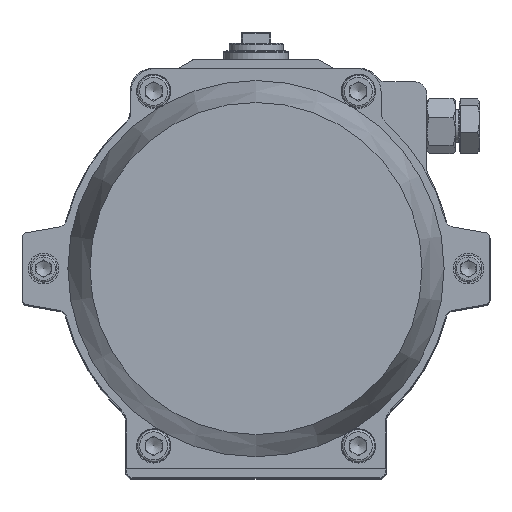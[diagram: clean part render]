
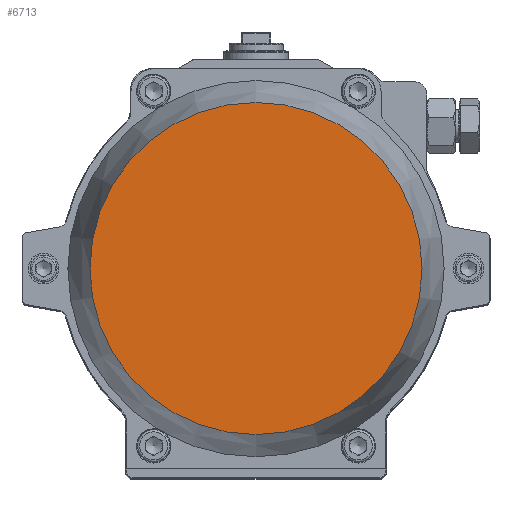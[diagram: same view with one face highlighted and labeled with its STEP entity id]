
A CAD part, top view. The second image highlights one B-rep face of the part: STEP entity #6713.
In plain terms, the highlighted face is planar.
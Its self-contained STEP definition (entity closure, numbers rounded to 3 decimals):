
#2083=ORIENTED_EDGE('',*,*,#3313,.F.);
#3313=EDGE_CURVE('',#4059,#4059,#4577,.T.);
#4059=VERTEX_POINT('',#11738);
#4577=CIRCLE('',#7575,184.5);
#5216=EDGE_LOOP('',(#2083));
#5951=FACE_BOUND('',#5216,.T.);
#6342=PLANE('',#7574);
#6713=ADVANCED_FACE('',(#5951),#6342,.F.);
#7574=AXIS2_PLACEMENT_3D('',#11736,#9230,#9231);
#7575=AXIS2_PLACEMENT_3D('',#11737,#9232,#9233);
#9230=DIRECTION('',(0.,-1.,0.));
#9231=DIRECTION('',(0.,0.,-1.));
#9232=DIRECTION('',(0.,-1.,0.));
#9233=DIRECTION('',(0.,0.,-1.));
#11736=CARTESIAN_POINT('',(-200.,66.,-216.084));
#11737=CARTESIAN_POINT('',(0.,66.,0.));
#11738=CARTESIAN_POINT('',(0.,66.,-184.5));
